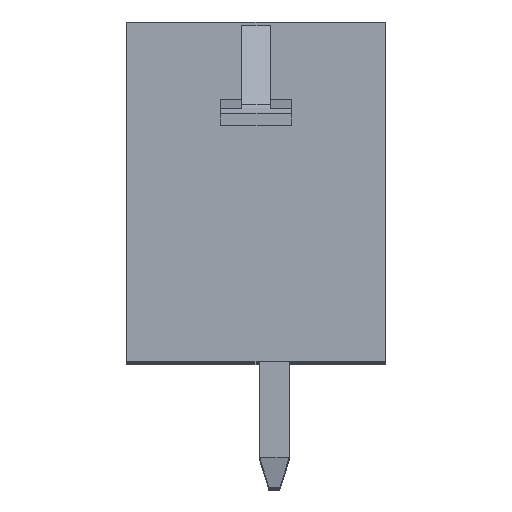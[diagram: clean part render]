
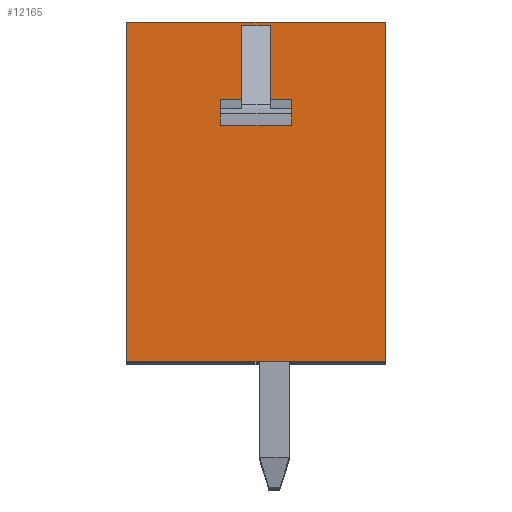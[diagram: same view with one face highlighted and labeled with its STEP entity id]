
A CAD part, top view. The second image highlights one B-rep face of the part: STEP entity #12165.
In plain terms, the highlighted planar face has unit normal (0, 0, 1).
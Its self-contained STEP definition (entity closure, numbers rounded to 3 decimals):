
#1=DIRECTION('',(1.,0.,0.));
#2=VECTOR('',#1,7.);
#3=CARTESIAN_POINT('',(-3.6,-3.853,0.));
#4=LINE('',#3,#2);
#5=DIRECTION('',(0.,-1.,0.));
#6=VECTOR('',#5,9.2);
#7=CARTESIAN_POINT('',(-3.6,5.347,0.));
#8=LINE('',#7,#6);
#9=DIRECTION('',(-1.,0.,0.));
#10=VECTOR('',#9,7.);
#11=CARTESIAN_POINT('',(3.4,5.347,0.));
#12=LINE('',#11,#10);
#13=DIRECTION('',(0.,1.,0.));
#14=VECTOR('',#13,9.2);
#15=CARTESIAN_POINT('',(3.4,-3.853,0.));
#16=LINE('',#15,#14);
#17=DIRECTION('',(0.,1.,0.));
#18=VECTOR('',#17,0.495);
#19=CARTESIAN_POINT('',(0.85,2.747,0.));
#20=LINE('',#19,#18);
#21=DIRECTION('',(-1.,0.,0.));
#22=VECTOR('',#21,0.76);
#23=CARTESIAN_POINT('',(0.28,5.244,0.));
#24=LINE('',#23,#22);
#25=DIRECTION('',(1.,0.,0.));
#26=VECTOR('',#25,0.57);
#27=CARTESIAN_POINT('',(-1.05,3.242,0.));
#28=LINE('',#27,#26);
#29=DIRECTION('',(0.,1.,0.));
#30=VECTOR('',#29,0.495);
#31=CARTESIAN_POINT('',(-1.05,2.747,0.));
#32=LINE('',#31,#30);
#33=DIRECTION('',(-1.,0.,0.));
#34=VECTOR('',#33,1.9);
#35=CARTESIAN_POINT('',(0.85,2.747,0.));
#36=LINE('',#35,#34);
#9262=DIRECTION('',(-1.,0.,0.));
#9263=VECTOR('',#9262,0.57);
#9264=CARTESIAN_POINT('',(0.85,3.242,0.));
#9265=LINE('',#9264,#9263);
#9266=DIRECTION('',(0.,-1.,0.));
#9267=VECTOR('',#9266,2.002);
#9268=CARTESIAN_POINT('',(0.28,5.244,0.));
#9269=LINE('',#9268,#9267);
#9333=DIRECTION('',(0.,1.,0.));
#9334=VECTOR('',#9333,2.002);
#9335=CARTESIAN_POINT('',(-0.48,3.242,0.));
#9336=LINE('',#9335,#9334);
#9345=CARTESIAN_POINT('',(-3.6,-3.853,0.));
#9346=CARTESIAN_POINT('',(3.4,-3.853,0.));
#9347=VERTEX_POINT('',#9345);
#9348=VERTEX_POINT('',#9346);
#9349=CARTESIAN_POINT('',(3.4,5.347,0.));
#9350=VERTEX_POINT('',#9349);
#9351=CARTESIAN_POINT('',(-3.6,5.347,0.));
#9352=VERTEX_POINT('',#9351);
#10448=CARTESIAN_POINT('',(0.85,2.747,0.));
#10449=VERTEX_POINT('',#10448);
#10450=CARTESIAN_POINT('',(-1.05,2.747,0.));
#10451=VERTEX_POINT('',#10450);
#10453=CARTESIAN_POINT('',(-0.48,3.242,0.));
#10455=VERTEX_POINT('',#10453);
#10456=CARTESIAN_POINT('',(-0.48,5.244,0.));
#10457=VERTEX_POINT('',#10456);
#10458=CARTESIAN_POINT('',(-1.05,3.242,0.));
#10459=VERTEX_POINT('',#10458);
#10464=CARTESIAN_POINT('',(0.28,5.244,0.));
#10465=CARTESIAN_POINT('',(0.28,3.242,0.));
#10466=VERTEX_POINT('',#10464);
#10467=VERTEX_POINT('',#10465);
#10470=CARTESIAN_POINT('',(0.85,3.242,0.));
#10471=VERTEX_POINT('',#10470);
#12132=CARTESIAN_POINT('',(0.,0.,0.));
#12133=DIRECTION('',(0.,0.,1.));
#12134=DIRECTION('',(1.,0.,0.));
#12135=AXIS2_PLACEMENT_3D('',#12132,#12133,#12134);
#12136=PLANE('',#12135);
#12138=ORIENTED_EDGE('',*,*,#12137,.F.);
#12140=ORIENTED_EDGE('',*,*,#12139,.F.);
#12142=ORIENTED_EDGE('',*,*,#12141,.F.);
#12144=ORIENTED_EDGE('',*,*,#12143,.F.);
#12145=EDGE_LOOP('',(#12138,#12140,#12142,#12144));
#12146=FACE_OUTER_BOUND('',#12145,.F.);
#12148=ORIENTED_EDGE('',*,*,#12147,.T.);
#12150=ORIENTED_EDGE('',*,*,#12149,.T.);
#12152=ORIENTED_EDGE('',*,*,#12151,.F.);
#12154=ORIENTED_EDGE('',*,*,#12153,.T.);
#12156=ORIENTED_EDGE('',*,*,#12155,.F.);
#12158=ORIENTED_EDGE('',*,*,#12157,.F.);
#12160=ORIENTED_EDGE('',*,*,#12159,.F.);
#12162=ORIENTED_EDGE('',*,*,#12161,.F.);
#12163=EDGE_LOOP('',(#12148,#12150,#12152,#12154,#12156,#12158,#12160,#12162));
#12164=FACE_BOUND('',#12163,.F.);
#12137=EDGE_CURVE('',#9347,#9348,#4,.T.);
#12139=EDGE_CURVE('',#9352,#9347,#8,.T.);
#12141=EDGE_CURVE('',#9350,#9352,#12,.T.);
#12143=EDGE_CURVE('',#9348,#9350,#16,.T.);
#12147=EDGE_CURVE('',#10449,#10471,#20,.T.);
#12149=EDGE_CURVE('',#10471,#10467,#9265,.T.);
#12151=EDGE_CURVE('',#10466,#10467,#9269,.T.);
#12153=EDGE_CURVE('',#10466,#10457,#24,.T.);
#12155=EDGE_CURVE('',#10455,#10457,#9336,.T.);
#12157=EDGE_CURVE('',#10459,#10455,#28,.T.);
#12159=EDGE_CURVE('',#10451,#10459,#32,.T.);
#12161=EDGE_CURVE('',#10449,#10451,#36,.T.);
#12165=ADVANCED_FACE('',(#12146,#12164),#12136,.T.);
